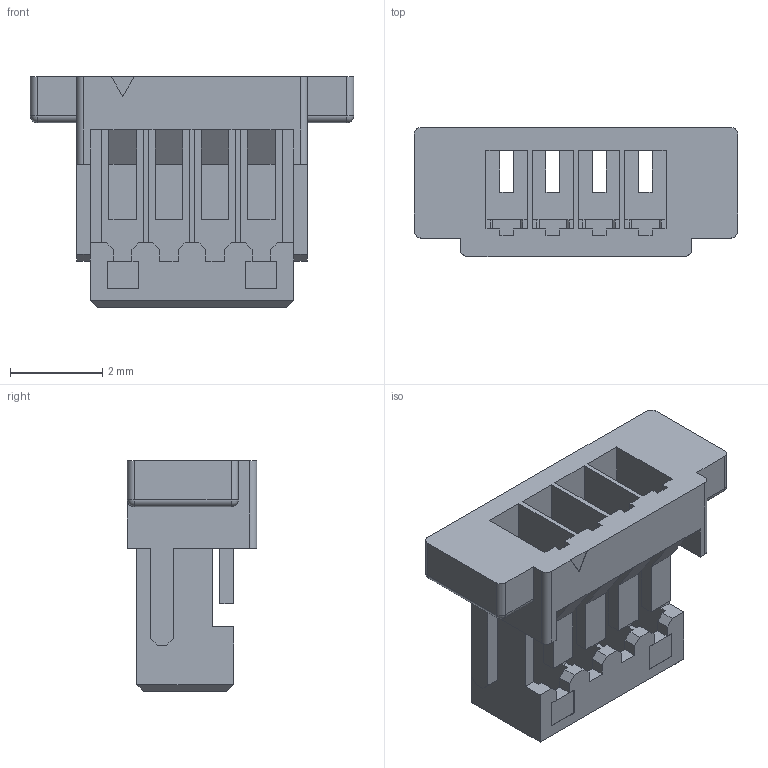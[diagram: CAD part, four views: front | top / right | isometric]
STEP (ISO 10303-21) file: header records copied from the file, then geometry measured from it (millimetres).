
FILE_DESCRIPTION(/* description */ ('Unknown'),/* implementation_level */ '2;1');
FILE_NAME(/* name */ '665004113322',/* time_stamp */ '2018-06-01T15:11:00+02:00',/* author */ ('Unknown'),/* organization */ ('Unknown'),/* preprocessor_version */ 'ST-DEVELOPER v16.7',/* originating_system */ 'DEX',/* authorisation */ $);
FILE_SCHEMA (('AUTOMOTIVE_DESIGN {1 0 10303 214 3 1 1}'));
Length unit declared in the file: millimetre
Products named in the file (2): 6650xx113322; 665004113322
Assembly tree (1 placements, depth 2):
  6650xx113322
    665004113322
Bounding box: 7 x 2.8 x 5 mm (x, y, z)
Volume: 29.5 mm3; surface area: 202.4 mm2
Topology: 1 solids, 1 shells, 213 faces, 615 edges, 392 vertices
Faces by surface type: plane 197, cylinder 12, sphere 4
Entity records: 6862 total; most frequent: ORIENTED_EDGE 1222, CARTESIAN_POINT 1218, DIRECTION 1065, EDGE_CURVE 611, LINE 587, VECTOR 587, VERTEX_POINT 392, AXIS2_PLACEMENT_3D 239
